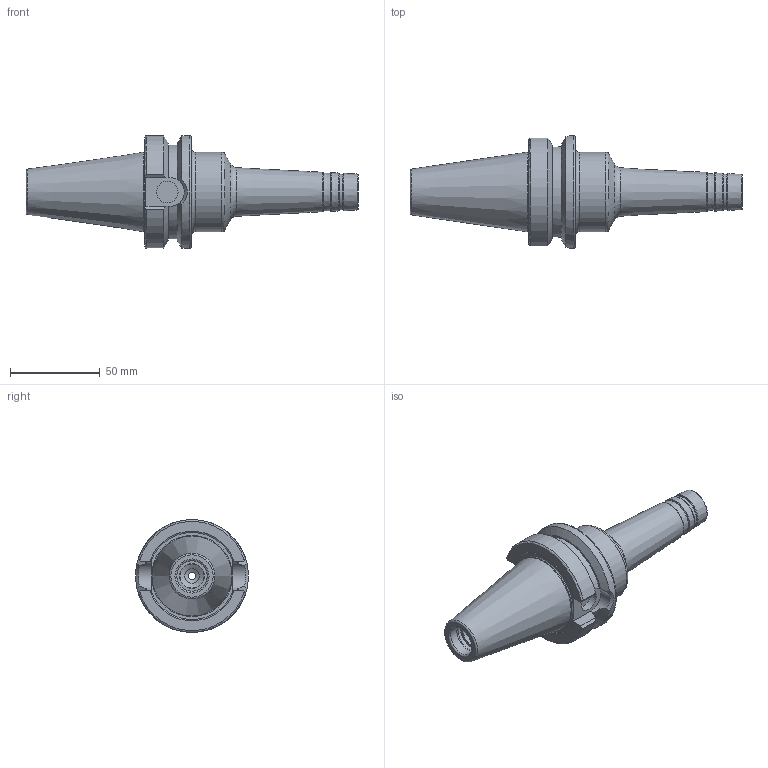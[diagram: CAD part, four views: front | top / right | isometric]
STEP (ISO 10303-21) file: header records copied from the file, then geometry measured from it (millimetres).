
FILE_DESCRIPTION(/* description */ (''),/* implementation_level */ '2;1');
FILE_NAME(/* name */ 'WE020HMC.stp',/* time_stamp */ '2023-07-17T08:34:52+09:00',/* author */ ('YSH'),/* organization */ (''),/* preprocessor_version */ 'ST-DEVELOPER v18.1',/* originating_system */ 'Autodesk Inventor 2022',/* authorisation */ '');
FILE_SCHEMA (('AUTOMOTIVE_DESIGN { 1 0 10303 214 3 1 1 }'));
Length unit declared in the file: millimetre
Products named in the file (1): LO-CBT40-HMC6.35-120
Bounding box: 185.4 x 63 x 63 mm (x, y, z)
Volume: 183018.2 mm3; surface area: 31927.6 mm2
Topology: 1 solids, 1 shells, 87 faces, 206 edges, 126 vertices
Faces by surface type: plane 25, cone 23, torus 19, cylinder 18, bspline 2
Full cylindrical faces by diameter (mm): 4.3 x1, 6.35 x1, 6.8 x1, 8 x1, 12 x1, 13.5 x1, 13.835 x1, 17 x1, 17.6 x1, 44 x1, 44.5 x1, 63 x1
Entity records: 2724 total; most frequent: CARTESIAN_POINT 673, DIRECTION 445, ORIENTED_EDGE 412, EDGE_CURVE 206, AXIS2_PLACEMENT_3D 186, VERTEX_POINT 126, CIRCLE 100, EDGE_LOOP 94
